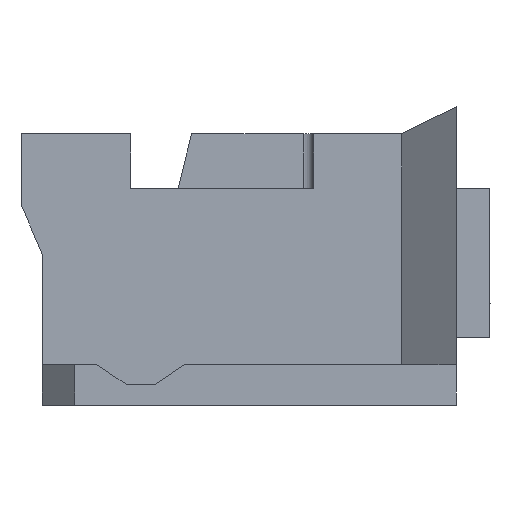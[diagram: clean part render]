
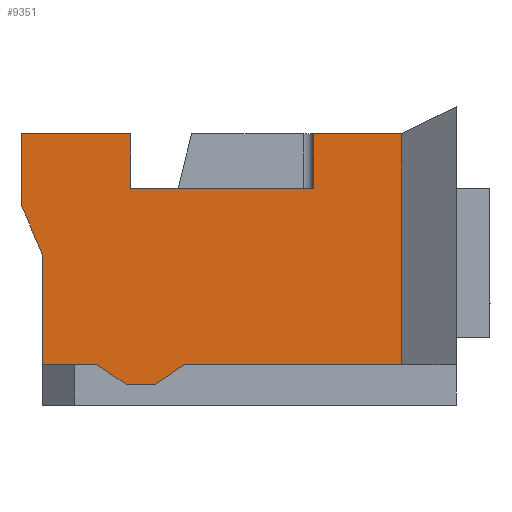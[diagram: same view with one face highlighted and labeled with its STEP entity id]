
A CAD part, left-side view. The second image highlights one B-rep face of the part: STEP entity #9351.
In plain terms, the highlighted planar face has unit normal (-1, 0, 0).
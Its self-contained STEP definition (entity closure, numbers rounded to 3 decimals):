
#8978=CARTESIAN_POINT('',(-12.428,0.,-1.455));
#8979=VERTEX_POINT('',#8978);
#8980=CARTESIAN_POINT('',(-12.428,0.,-0.395));
#8981=VERTEX_POINT('',#8980);
#8982=CARTESIAN_POINT('',(-12.428,0.,-1.455));
#8983=DIRECTION('',(0.,0.,1.));
#8984=VECTOR('',#8983,1.06);
#8985=LINE('',#8982,#8984);
#8986=EDGE_CURVE('',#8979,#8981,#8985,.T.);
#9241=CARTESIAN_POINT('',(-12.428,0.,-4.34));
#9242=DIRECTION('',(0.,0.,1.));
#9243=DIRECTION('',(-1.,0.,0.));
#9244=AXIS2_PLACEMENT_3D('',#9241,#9243,#9242);
#9245=PLANE('',#9244);
#9246=CARTESIAN_POINT('',(-12.428,-5.523,-3.748));
#9247=VERTEX_POINT('',#9246);
#9248=CARTESIAN_POINT('',(-12.428,-5.523,-0.395));
#9249=VERTEX_POINT('',#9248);
#9250=CARTESIAN_POINT('',(-12.428,-5.523,-3.748));
#9251=DIRECTION('',(0.,0.,1.));
#9252=VECTOR('',#9251,3.353);
#9253=LINE('',#9250,#9252);
#9254=EDGE_CURVE('',#9247,#9249,#9253,.T.);
#9255=ORIENTED_EDGE('',*,*,#9254,.T.);
#9256=CARTESIAN_POINT('',(-12.428,-4.241,-0.395));
#9257=VERTEX_POINT('',#9256);
#9258=CARTESIAN_POINT('',(-12.428,-5.523,-0.395));
#9259=DIRECTION('',(0.,1.,0.));
#9260=VECTOR('',#9259,1.282);
#9261=LINE('',#9258,#9260);
#9262=EDGE_CURVE('',#9249,#9257,#9261,.T.);
#9263=ORIENTED_EDGE('',*,*,#9262,.T.);
#9264=CARTESIAN_POINT('',(-12.428,-4.241,-1.184));
#9265=VERTEX_POINT('',#9264);
#9266=CARTESIAN_POINT('',(-12.428,-4.241,-0.395));
#9267=DIRECTION('',(0.,0.,-1.));
#9268=VECTOR('',#9267,0.789);
#9269=LINE('',#9266,#9268);
#9270=EDGE_CURVE('',#9257,#9265,#9269,.T.);
#9271=ORIENTED_EDGE('',*,*,#9270,.T.);
#9272=CARTESIAN_POINT('',(-12.428,-1.578,-1.184));
#9273=VERTEX_POINT('',#9272);
#9274=CARTESIAN_POINT('',(-12.428,-4.241,-1.184));
#9275=DIRECTION('',(0.,1.,0.));
#9276=VECTOR('',#9275,2.663);
#9277=LINE('',#9274,#9276);
#9278=EDGE_CURVE('',#9265,#9273,#9277,.T.);
#9279=ORIENTED_EDGE('',*,*,#9278,.T.);
#9280=CARTESIAN_POINT('',(-12.428,-1.578,-0.395));
#9281=VERTEX_POINT('',#9280);
#9282=CARTESIAN_POINT('',(-12.428,-1.578,-1.184));
#9283=DIRECTION('',(0.,0.,1.));
#9284=VECTOR('',#9283,0.789);
#9285=LINE('',#9282,#9284);
#9286=EDGE_CURVE('',#9273,#9281,#9285,.T.);
#9287=ORIENTED_EDGE('',*,*,#9286,.T.);
#9288=CARTESIAN_POINT('',(-12.428,-1.578,-0.395));
#9289=DIRECTION('',(0.,1.,0.));
#9290=VECTOR('',#9289,1.578);
#9291=LINE('',#9288,#9290);
#9292=EDGE_CURVE('',#9281,#8981,#9291,.T.);
#9293=ORIENTED_EDGE('',*,*,#9292,.T.);
#9294=ORIENTED_EDGE('',*,*,#8986,.F.);
#9295=CARTESIAN_POINT('',(-12.428,-0.296,-2.145));
#9296=VERTEX_POINT('',#9295);
#9297=CARTESIAN_POINT('',(-12.428,0.,-1.455));
#9298=DIRECTION('',(0.,-0.394,-0.919));
#9299=VECTOR('',#9298,0.751);
#9300=LINE('',#9297,#9299);
#9301=EDGE_CURVE('',#8979,#9296,#9300,.T.);
#9302=ORIENTED_EDGE('',*,*,#9301,.T.);
#9303=CARTESIAN_POINT('',(-12.428,-0.296,-3.748));
#9304=VERTEX_POINT('',#9303);
#9305=CARTESIAN_POINT('',(-12.428,-0.296,-2.145));
#9306=DIRECTION('',(0.,0.,-1.));
#9307=VECTOR('',#9306,1.603);
#9308=LINE('',#9305,#9307);
#9309=EDGE_CURVE('',#9296,#9304,#9308,.T.);
#9310=ORIENTED_EDGE('',*,*,#9309,.T.);
#9311=CARTESIAN_POINT('',(-12.428,-1.085,-3.748));
#9312=VERTEX_POINT('',#9311);
#9313=CARTESIAN_POINT('',(-12.428,-0.296,-3.748));
#9314=DIRECTION('',(0.,-1.,0.));
#9315=VECTOR('',#9314,0.789);
#9316=LINE('',#9313,#9315);
#9317=EDGE_CURVE('',#9304,#9312,#9316,.T.);
#9318=ORIENTED_EDGE('',*,*,#9317,.T.);
#9319=CARTESIAN_POINT('',(-12.428,-1.529,-4.044));
#9320=VERTEX_POINT('',#9319);
#9321=CARTESIAN_POINT('',(-12.428,-1.085,-3.748));
#9322=DIRECTION('',(0.,-0.832,-0.555));
#9323=VECTOR('',#9322,0.533);
#9324=LINE('',#9321,#9323);
#9325=EDGE_CURVE('',#9312,#9320,#9324,.T.);
#9326=ORIENTED_EDGE('',*,*,#9325,.T.);
#9327=CARTESIAN_POINT('',(-12.428,-1.923,-4.044));
#9328=VERTEX_POINT('',#9327);
#9329=CARTESIAN_POINT('',(-12.428,-1.529,-4.044));
#9330=DIRECTION('',(0.,-1.,0.));
#9331=VECTOR('',#9330,0.395);
#9332=LINE('',#9329,#9331);
#9333=EDGE_CURVE('',#9320,#9328,#9332,.T.);
#9334=ORIENTED_EDGE('',*,*,#9333,.T.);
#9335=CARTESIAN_POINT('',(-12.428,-2.367,-3.748));
#9336=VERTEX_POINT('',#9335);
#9337=CARTESIAN_POINT('',(-12.428,-1.923,-4.044));
#9338=DIRECTION('',(0.,-0.832,0.555));
#9339=VECTOR('',#9338,0.533);
#9340=LINE('',#9337,#9339);
#9341=EDGE_CURVE('',#9328,#9336,#9340,.T.);
#9342=ORIENTED_EDGE('',*,*,#9341,.T.);
#9343=CARTESIAN_POINT('',(-12.428,-2.367,-3.748));
#9344=DIRECTION('',(0.,-1.,0.));
#9345=VECTOR('',#9344,3.156);
#9346=LINE('',#9343,#9345);
#9347=EDGE_CURVE('',#9336,#9247,#9346,.T.);
#9348=ORIENTED_EDGE('',*,*,#9347,.T.);
#9349=EDGE_LOOP('',(#9255,#9263,#9271,#9279,#9287,#9293,#9294,#9302,#9310,#9318,#9326,#9334,#9342,#9348));
#9350=FACE_OUTER_BOUND('',#9349,.T.);
#9351=ADVANCED_FACE('',(#9350),#9245,.T.);
